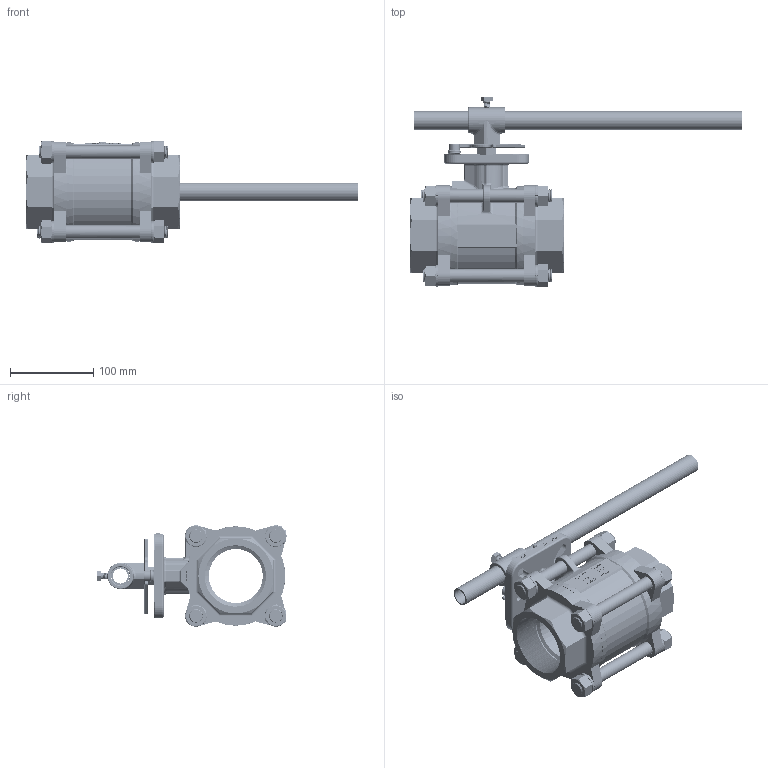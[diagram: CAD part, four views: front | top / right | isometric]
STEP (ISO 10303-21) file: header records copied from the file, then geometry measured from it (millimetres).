
FILE_DESCRIPTION (( 'STEP AP203' ), '1' );
FILE_NAME ('二又二分之一.STEP', '2018-01-10T07:19:21', ( '' ), ( '' ), 'SwSTEP 2.0', 'SolidWorks 2014', '' );
FILE_SCHEMA (( 'CONFIG_CONTROL_DESIGN' ));
Length unit declared in the file: millimetre
Products named in the file (25): G-B3DA540; T-34J08G0; E-34J0461; G-10C2640; T-34J08T0; T-35J05C0; G-B1EA440; G-34J2740; T-35J06C0; G-B3EA440; G-10B2640; G-34J2540; T-34J07C0; M-3KJ8440; T-34J07G0; F-25J03X1; 二又二分之一; G-34J1150; G-35J1842; G-25J3060; G-35L2640; C-34J016-S00; M-3KJ2440; G-31L1940; D-34J52X0
Assembly tree (54 placements, depth 2):
  二又二分之一
    C-34J016-S00
    D-34J52X0  x2
    E-34J0461
    T-35J05C0  x2
    T-35J06C0  x2
    T-34J07C0
    F-25J03X1
    G-35J1842  x4
    G-35L2640  x8
    G-31L1940  x8
    T-34J08G0
    T-34J08T0  x4
    G-34J2740
    G-34J2540  x5
    T-34J07G0  x2
    G-34J1150  x2
    G-25J3060
    M-3KJ2440
    G-B3DA540
    G-10C2640  x2
    G-B1EA440
    G-B3EA440
    G-10B2640
    M-3KJ8440
Bounding box: 400 x 229.44 x 123.88 mm (x, y, z)
Volume: 1370750.7 mm3; surface area: 448102.8 mm2
Topology: 54 solids, 54 shells, 2368 faces, 6000 edges, 3702 vertices
Faces by surface type: cylinder 988, plane 629, bspline 301, cone 177, torus 161, sphere 112
Entity records: 78087 total; most frequent: CARTESIAN_POINT 41707, ORIENTED_EDGE 7498, DIRECTION 5998, EDGE_CURVE 3749, VERTEX_POINT 2378, AXIS2_PLACEMENT_3D 2147, VECTOR 1704, LINE 1704
